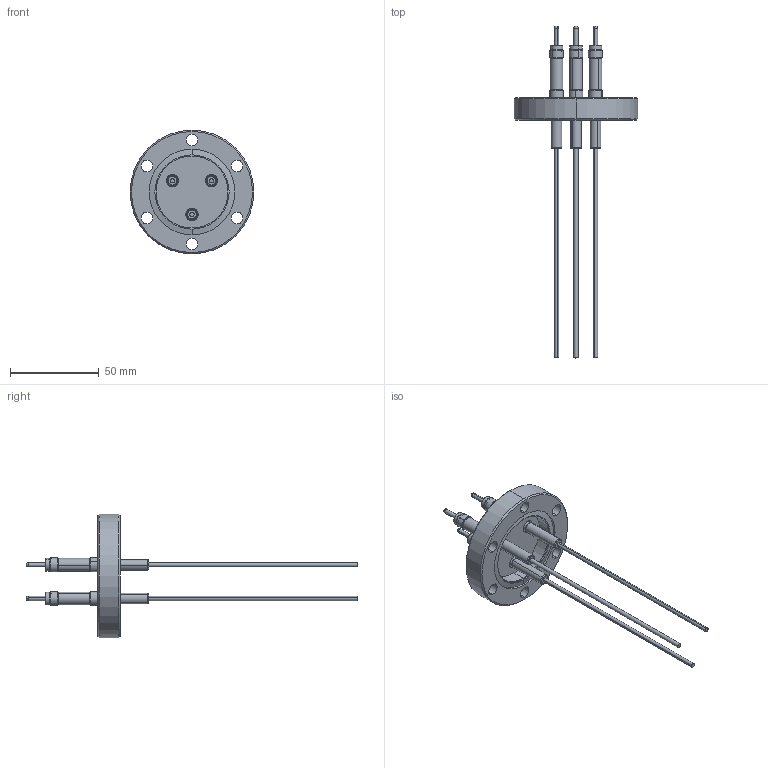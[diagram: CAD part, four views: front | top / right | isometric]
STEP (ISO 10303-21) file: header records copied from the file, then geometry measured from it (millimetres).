
FILE_DESCRIPTION (( 'STEP AP203' ), '1' );
FILE_NAME ('A2523-4-CF.STEP', '2012-02-13T14:38:01', ( '' ), ( '' ), 'SwSTEP 2.0', 'SolidWorks 2011', '' );
FILE_SCHEMA (( 'CONFIG_CONTROL_DESIGN' ));
Length unit declared in the file: inch
Products named in the file (1): A2523-4-CF
Bounding box: 69.85 x 187.45 x 69.85 mm (x, y, z)
Volume: 41593.1 mm3; surface area: 20014 mm2
Topology: 1 solids, 1 shells, 189 faces, 400 edges, 242 vertices
Faces by surface type: cylinder 98, cone 36, plane 31, torus 24
Entity records: 5231 total; most frequent: DIRECTION 1046, CARTESIAN_POINT 832, ORIENTED_EDGE 800, AXIS2_PLACEMENT_3D 456, EDGE_CURVE 400, CIRCLE 266, VERTEX_POINT 242, EDGE_LOOP 230
